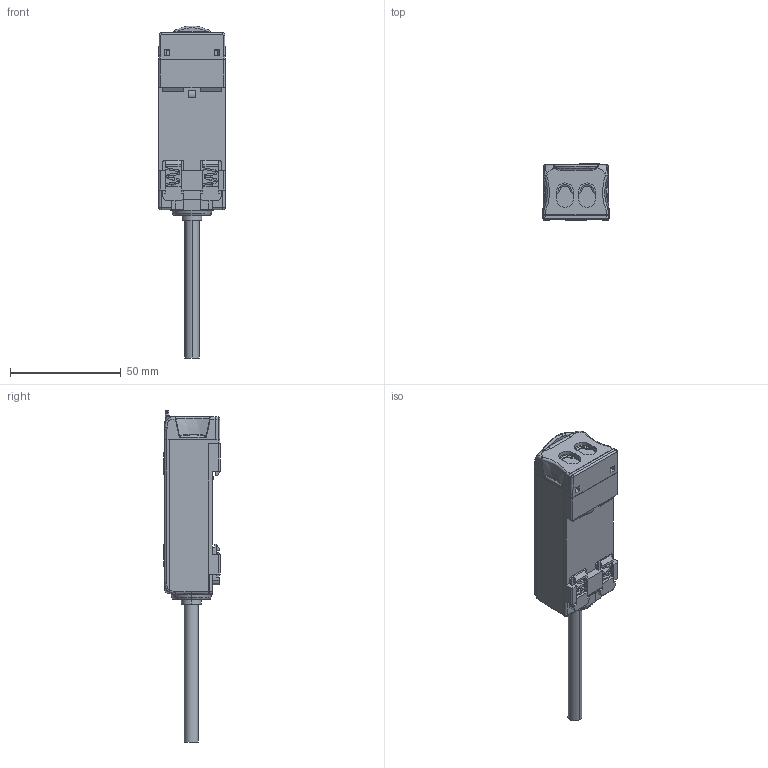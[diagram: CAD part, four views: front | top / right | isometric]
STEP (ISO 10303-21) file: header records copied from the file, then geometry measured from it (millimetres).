
FILE_DESCRIPTION((''),'2;1');
FILE_NAME('141701_SM01_ASM','2022-06-22T13:28:58',('PDMAdmin'),('BANNER ENGINEERING'),'CREO PARAMETRIC BY PTC INC, 2019292','CREO PARAMETRIC BY PTC INC, 2019292','');
FILE_SCHEMA(('CONFIG_CONTROL_DESIGN'));
Products named in the file (3): 141701_EP01; CABLE_250; 141701_SM01_ASM
Assembly tree (2 placements, depth 2):
  141701_SM01_ASM
    141701_EP01
    CABLE_250
Bounding box: 30 x 25.34 x 150.03 mm (x, y, z)
Volume: 55289.3 mm3; surface area: 18613.7 mm2
Topology: 3 solids, 3 shells, 608 faces, 1595 edges, 1004 vertices
Faces by surface type: plane 341, cylinder 153, bspline 64, extrusion 26, cone 10, torus 10, sphere 4
Entity records: 24513 total; most frequent: CARTESIAN_POINT 10004, ORIENTED_EDGE 3190, DIRECTION 2700, EDGE_CURVE 1595, VECTOR 1054, LINE 1028, VERTEX_POINT 1004, AXIS2_PLACEMENT_3D 823
